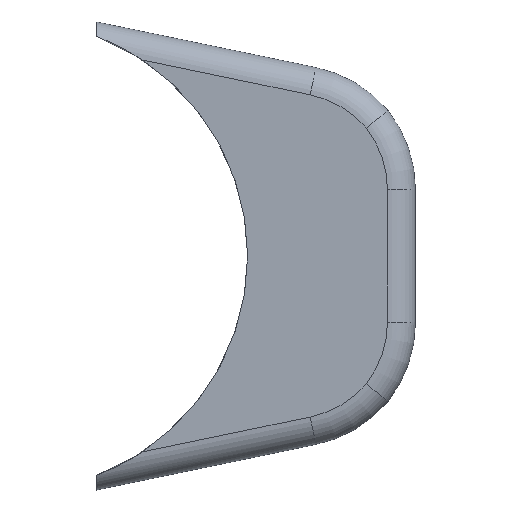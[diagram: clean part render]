
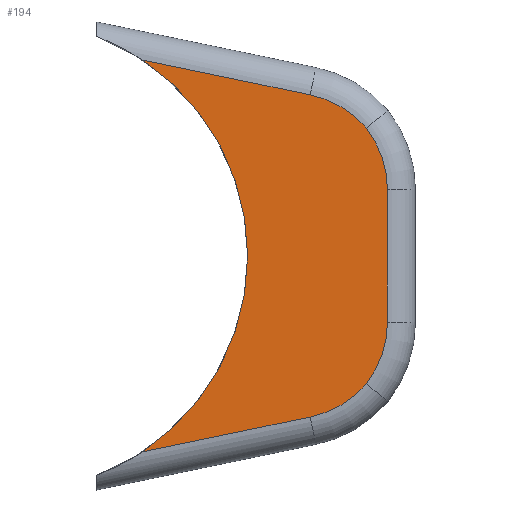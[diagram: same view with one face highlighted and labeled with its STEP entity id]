
A CAD part, top view. The second image highlights one B-rep face of the part: STEP entity #194.
In plain terms, the highlighted planar face has unit normal (0, 0, 1).
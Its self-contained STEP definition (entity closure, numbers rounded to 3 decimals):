
#3 = CARTESIAN_POINT ( 'NONE',  ( 63.222, -22.856, 8.5 ) ) ;
#6 = CARTESIAN_POINT ( 'NONE',  ( 42., 0., 8.5 ) ) ;
#11 = EDGE_CURVE ( 'NONE', #821, #198, #1481, .T. ) ;
#26 = AXIS2_PLACEMENT_3D ( 'NONE', #1739, #461, #739 ) ;
#31 = DIRECTION ( 'NONE',  ( 0., 1., 0. ) ) ;
#39 = ORIENTED_EDGE ( 'NONE', *, *, #412, .T. ) ;
#56 = CARTESIAN_POINT ( 'NONE',  ( 0., 0., 8.5 ) ) ;
#95 = ORIENTED_EDGE ( 'NONE', *, *, #1424, .F. ) ;
#144 = CARTESIAN_POINT ( 'NONE',  ( 49.531, 11.172, 8.5 ) ) ;
#174 = AXIS2_PLACEMENT_3D ( 'NONE', #443, #1029, #1175 ) ;
#194 = ADVANCED_FACE ( 'NONE', ( #1014 ), #1607, .T. ) ;
#198 = VERTEX_POINT ( 'NONE', #6 ) ;
#269 = DIRECTION ( 'NONE',  ( 1., 0., 0. ) ) ;
#308 = CARTESIAN_POINT ( 'NONE',  ( 67., 11.824, 8.5 ) ) ;
#310 = CARTESIAN_POINT ( 'NONE',  ( 53.187, -28.796, 8.5 ) ) ;
#344 = CARTESIAN_POINT ( 'NONE',  ( 0., 0., 8.5 ) ) ;
#358 = DIRECTION ( 'NONE',  ( 1., 0., 0. ) ) ;
#359 = CIRCLE ( 'NONE', #1297, 42. ) ;
#372 = EDGE_LOOP ( 'NONE', ( #1863, #1774, #829, #786, #95, #1362, #1840, #39, #1063 ) ) ;
#377 = EDGE_CURVE ( 'NONE', #793, #932, #681, .T. ) ;
#401 = VERTEX_POINT ( 'NONE', #3 ) ;
#412 = EDGE_CURVE ( 'NONE', #1310, #401, #926, .T. ) ;
#443 = CARTESIAN_POINT ( 'NONE',  ( 49., -11.824, 8.5 ) ) ;
#446 = VERTEX_POINT ( 'NONE', #708 ) ;
#461 = DIRECTION ( 'NONE',  ( 0., 0., 1. ) ) ;
#549 = EDGE_CURVE ( 'NONE', #446, #793, #1331, .T. ) ;
#580 = VERTEX_POINT ( 'NONE', #1213 ) ;
#581 = CARTESIAN_POINT ( 'NONE',  ( 49.531, -11.172, 8.5 ) ) ;
#611 = CARTESIAN_POINT ( 'NONE',  ( 23.186, 35.02, 8.5 ) ) ;
#620 = CIRCLE ( 'NONE', #1687, 18. ) ;
#648 = CIRCLE ( 'NONE', #174, 18. ) ;
#681 = CIRCLE ( 'NONE', #1376, 18. ) ;
#692 = AXIS2_PLACEMENT_3D ( 'NONE', #344, #922, #358 ) ;
#708 = CARTESIAN_POINT ( 'NONE',  ( 67., -11.824, 8.5 ) ) ;
#719 = CARTESIAN_POINT ( 'NONE',  ( 53.187, -28.796, 8.5 ) ) ;
#728 = DIRECTION ( 'NONE',  ( 0., 0., 1. ) ) ;
#739 = DIRECTION ( 'NONE',  ( 1., 0., 0. ) ) ;
#772 = AXIS2_PLACEMENT_3D ( 'NONE', #581, #1168, #1440 ) ;
#786 = ORIENTED_EDGE ( 'NONE', *, *, #1523, .T. ) ;
#791 = EDGE_CURVE ( 'NONE', #401, #446, #648, .T. ) ;
#793 = VERTEX_POINT ( 'NONE', #308 ) ;
#821 = VERTEX_POINT ( 'NONE', #1336 ) ;
#829 = ORIENTED_EDGE ( 'NONE', *, *, #855, .T. ) ;
#855 = EDGE_CURVE ( 'NONE', #932, #580, #620, .T. ) ;
#893 = DIRECTION ( 'NONE',  ( -0.979, 0.203, 0. ) ) ;
#913 = CARTESIAN_POINT ( 'NONE',  ( 67., 11.824, 8.5 ) ) ;
#922 = DIRECTION ( 'NONE',  ( 0., 0., 1. ) ) ;
#926 = CIRCLE ( 'NONE', #772, 18. ) ;
#932 = VERTEX_POINT ( 'NONE', #1188 ) ;
#1007 = DIRECTION ( 'NONE',  ( 0., 0., 1. ) ) ;
#1014 = FACE_OUTER_BOUND ( 'NONE', #372, .T. ) ;
#1029 = DIRECTION ( 'NONE',  ( 0., 0., 1. ) ) ;
#1063 = ORIENTED_EDGE ( 'NONE', *, *, #791, .T. ) ;
#1134 = LINE ( 'NONE', #1307, #1199 ) ;
#1155 = DIRECTION ( 'NONE',  ( 0.979, 0.203, 0. ) ) ;
#1168 = DIRECTION ( 'NONE',  ( 0., 0., 1. ) ) ;
#1175 = DIRECTION ( 'NONE',  ( 1., 0., 0. ) ) ;
#1188 = CARTESIAN_POINT ( 'NONE',  ( 63.222, 22.856, 8.5 ) ) ;
#1199 = VECTOR ( 'NONE', #893, 1000. ) ;
#1213 = CARTESIAN_POINT ( 'NONE',  ( 53.187, 28.796, 8.5 ) ) ;
#1297 = AXIS2_PLACEMENT_3D ( 'NONE', #56, #1425, #269 ) ;
#1306 = DIRECTION ( 'NONE',  ( 1., 0., 0. ) ) ;
#1307 = CARTESIAN_POINT ( 'NONE',  ( 13.984, 36.929, 8.5 ) ) ;
#1310 = VERTEX_POINT ( 'NONE', #310 ) ;
#1324 = VECTOR ( 'NONE', #1155, 1000. ) ;
#1331 = LINE ( 'NONE', #913, #1598 ) ;
#1336 = CARTESIAN_POINT ( 'NONE',  ( 23.186, -35.02, 8.5 ) ) ;
#1362 = ORIENTED_EDGE ( 'NONE', *, *, #11, .F. ) ;
#1376 = AXIS2_PLACEMENT_3D ( 'NONE', #1465, #728, #1306 ) ;
#1424 = EDGE_CURVE ( 'NONE', #198, #1674, #359, .T. ) ;
#1425 = DIRECTION ( 'NONE',  ( 0., 0., 1. ) ) ;
#1440 = DIRECTION ( 'NONE',  ( 1., 0., 0. ) ) ;
#1441 = LINE ( 'NONE', #719, #1324 ) ;
#1465 = CARTESIAN_POINT ( 'NONE',  ( 49., 11.824, 8.5 ) ) ;
#1481 = CIRCLE ( 'NONE', #692, 42. ) ;
#1523 = EDGE_CURVE ( 'NONE', #580, #1674, #1134, .T. ) ;
#1587 = DIRECTION ( 'NONE',  ( 1., 0., 0. ) ) ;
#1598 = VECTOR ( 'NONE', #31, 1000. ) ;
#1607 = PLANE ( 'NONE',  #26 ) ;
#1643 = EDGE_CURVE ( 'NONE', #821, #1310, #1441, .T. ) ;
#1674 = VERTEX_POINT ( 'NONE', #611 ) ;
#1687 = AXIS2_PLACEMENT_3D ( 'NONE', #144, #1007, #1587 ) ;
#1739 = CARTESIAN_POINT ( 'NONE',  ( 0., 0., 8.5 ) ) ;
#1774 = ORIENTED_EDGE ( 'NONE', *, *, #377, .T. ) ;
#1840 = ORIENTED_EDGE ( 'NONE', *, *, #1643, .T. ) ;
#1863 = ORIENTED_EDGE ( 'NONE', *, *, #549, .T. ) ;
